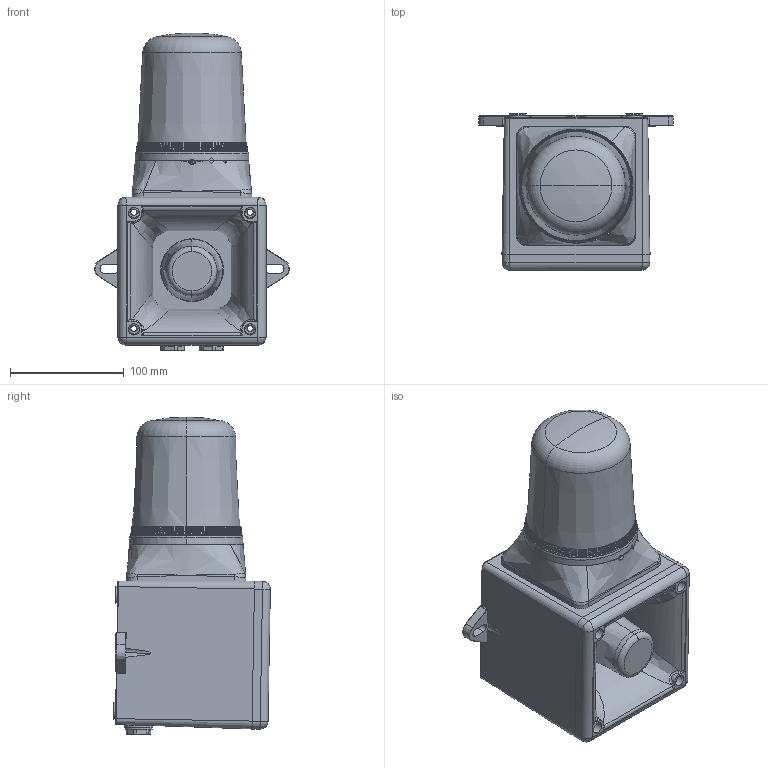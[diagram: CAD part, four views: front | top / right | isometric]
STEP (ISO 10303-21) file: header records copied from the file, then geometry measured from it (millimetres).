
FILE_DESCRIPTION (( 'STEP AP203' ), '1' );
FILE_NAME ('D118-05-001-3D_Issue_A.STEP', '2021-06-30T15:04:00', ( '' ), ( '' ), 'SwSTEP 2.0', 'SolidWorks 2021', '' );
FILE_SCHEMA (( 'CONFIG_CONTROL_DESIGN' ));
Length unit declared in the file: millimetre
Products named in the file (1): D118-05-001-3D_Issue_A
Bounding box: 171 x 137.61 x 279.15 mm (x, y, z)
Surface area: 220525.5 mm2 (no closed solid volume)
Topology: 0 solids, 21 shells, 1884 faces, 6150 edges, 4085 vertices
Faces by surface type: cone 632, plane 539, torus 364, cylinder 273, bspline 70, sphere 6
Entity records: 78507 total; most frequent: CARTESIAN_POINT 29643, ORIENTED_EDGE 10680, DIRECTION 9049, EDGE_CURVE 6146, VERTEX_POINT 4085, AXIS2_PLACEMENT_3D 3670, B_SPLINE_CURVE_WITH_KNOTS 2288, EDGE_LOOP 1932
